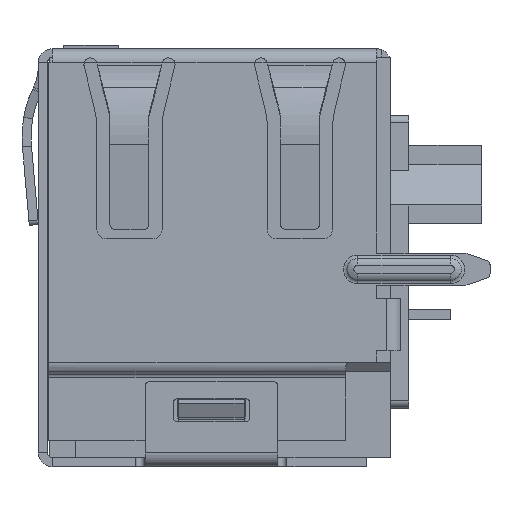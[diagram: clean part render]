
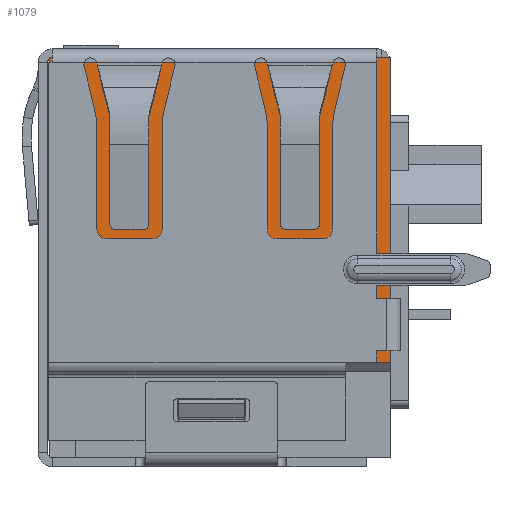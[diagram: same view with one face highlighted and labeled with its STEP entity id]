
A CAD part, left-side view. The second image highlights one B-rep face of the part: STEP entity #1079.
In plain terms, the highlighted face is planar.
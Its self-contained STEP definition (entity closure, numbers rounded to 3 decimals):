
#383=CARTESIAN_POINT('',(7.95,-6.55,-4.025));
#384=VERTEX_POINT('',#383);
#391=CARTESIAN_POINT('',(7.95,-6.55,7.675));
#392=VERTEX_POINT('',#391);
#393=CARTESIAN_POINT('',(7.95,-6.55,-4.025));
#394=DIRECTION('',(0.0,0.0,1.0));
#395=VECTOR('',#394,11.7);
#396=LINE('',#393,#395);
#397=EDGE_CURVE('',#384,#392,#396,.T.);
#654=CARTESIAN_POINT('',(7.95,6.55,-4.025));
#655=VERTEX_POINT('',#654);
#662=CARTESIAN_POINT('',(7.95,-6.55,-4.025));
#663=DIRECTION('',(0.0,1.0,0.0));
#664=VECTOR('',#663,13.1);
#665=LINE('',#662,#664);
#666=EDGE_CURVE('',#384,#655,#665,.T.);
#1056=CARTESIAN_POINT('',(7.95,-6.55,0.0));
#1057=DIRECTION('',(1.0,0.0,0.0));
#1058=DIRECTION('',(0.0,1.0,0.0));
#1059=AXIS2_PLACEMENT_3D('',#1056,#1057,#1058);
#1060=PLANE('',#1059);
#1061=ORIENTED_EDGE('',*,*,#666,.T.);
#1062=CARTESIAN_POINT('',(7.95,6.55,7.675));
#1063=VERTEX_POINT('',#1062);
#1064=CARTESIAN_POINT('',(7.95,6.55,7.675));
#1065=DIRECTION('',(0.0,0.0,-1.0));
#1066=VECTOR('',#1065,11.7);
#1067=LINE('',#1064,#1066);
#1068=EDGE_CURVE('',#1063,#655,#1067,.T.);
#1069=ORIENTED_EDGE('',*,*,#1068,.F.);
#1070=CARTESIAN_POINT('',(7.95,-6.55,7.675));
#1071=DIRECTION('',(0.0,1.0,0.0));
#1072=VECTOR('',#1071,13.1);
#1073=LINE('',#1070,#1072);
#1074=EDGE_CURVE('',#392,#1063,#1073,.T.);
#1075=ORIENTED_EDGE('',*,*,#1074,.F.);
#1076=ORIENTED_EDGE('',*,*,#397,.F.);
#1077=EDGE_LOOP('',(#1061,#1069,#1075,#1076));
#1078=FACE_OUTER_BOUND('',#1077,.T.);
#1079=ADVANCED_FACE('',(#1078),#1060,.T.);
